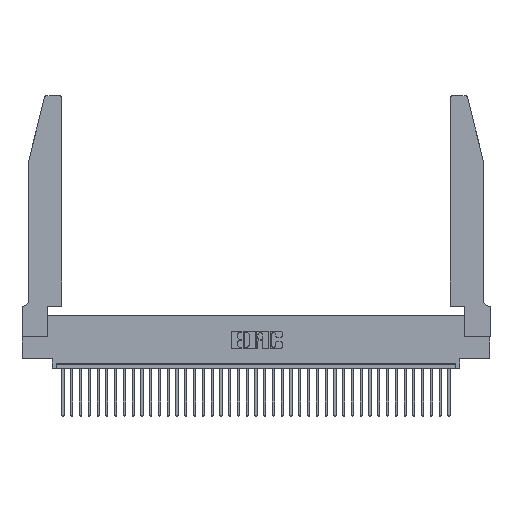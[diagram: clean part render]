
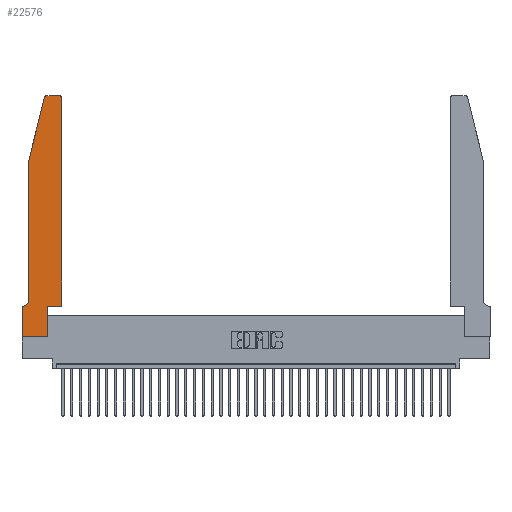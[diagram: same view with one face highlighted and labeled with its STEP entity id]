
A CAD part, top view. The second image highlights one B-rep face of the part: STEP entity #22576.
In plain terms, the highlighted planar face has unit normal (0, 0, 1).
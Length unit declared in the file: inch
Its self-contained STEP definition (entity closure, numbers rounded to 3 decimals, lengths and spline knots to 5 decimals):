
#386 = AXIS2_PLACEMENT_3D ( 'NONE', #8840, #35574, #12167 ) ;
#872 = CARTESIAN_POINT ( 'NONE',  ( 0.284, 2.75, 0.37 ) ) ;
#1177 = ORIENTED_EDGE ( 'NONE', *, *, #2238, .T. ) ;
#1207 = CARTESIAN_POINT ( 'NONE',  ( 0., 0., 0.37 ) ) ;
#1258 = VECTOR ( 'NONE', #29172, 39.37008 ) ;
#1329 = CARTESIAN_POINT ( 'NONE',  ( 0.4205, 2.75, 0.37 ) ) ;
#2238 = EDGE_CURVE ( 'NONE', #25866, #11660, #11449, .T. ) ;
#2288 = VERTEX_POINT ( 'NONE', #12693 ) ;
#2762 = AXIS2_PLACEMENT_3D ( 'NONE', #25356, #22166, #22446 ) ;
#3460 = LINE ( 'NONE', #32393, #24279 ) ;
#3538 = LINE ( 'NONE', #35414, #31841 ) ;
#3977 = ORIENTED_EDGE ( 'NONE', *, *, #24286, .T. ) ;
#4338 = DIRECTION ( 'NONE',  ( -1., 0., 0. ) ) ;
#4424 = CARTESIAN_POINT ( 'NONE',  ( 0.4205, 2.72, 0.37 ) ) ;
#4890 = CARTESIAN_POINT ( 'NONE',  ( 0.0055, 0.35, 0.37 ) ) ;
#5773 = LINE ( 'NONE', #31122, #20622 ) ;
#6922 = ORIENTED_EDGE ( 'NONE', *, *, #22660, .T. ) ;
#7043 = CARTESIAN_POINT ( 'NONE',  ( 0.4505, 2.72, 0.37 ) ) ;
#7144 = ORIENTED_EDGE ( 'NONE', *, *, #10553, .T. ) ;
#7270 = VECTOR ( 'NONE', #14605, 39.37008 ) ;
#7468 = ORIENTED_EDGE ( 'NONE', *, *, #29273, .T. ) ;
#7953 = CARTESIAN_POINT ( 'NONE',  ( 0.0755, 2., 0.37 ) ) ;
#8377 = VERTEX_POINT ( 'NONE', #4890 ) ;
#8840 = CARTESIAN_POINT ( 'NONE',  ( 0.284, 2.72, 0.37 ) ) ;
#9126 = LINE ( 'NONE', #26204, #1258 ) ;
#9230 = VERTEX_POINT ( 'NONE', #27007 ) ;
#9270 = CARTESIAN_POINT ( 'NONE',  ( 0.4505, 0.35, 0.37 ) ) ;
#9567 = ORIENTED_EDGE ( 'NONE', *, *, #28696, .T. ) ;
#9889 = DIRECTION ( 'NONE',  ( 0., -1., 0. ) ) ;
#10553 = EDGE_CURVE ( 'NONE', #18534, #18390, #24007, .T. ) ;
#11127 = VECTOR ( 'NONE', #21472, 39.37008 ) ;
#11271 = ORIENTED_EDGE ( 'NONE', *, *, #36050, .T. ) ;
#11449 = CIRCLE ( 'NONE', #15482, 0.03 ) ;
#11582 = VERTEX_POINT ( 'NONE', #36837 ) ;
#11660 = VERTEX_POINT ( 'NONE', #1329 ) ;
#12167 = DIRECTION ( 'NONE',  ( 1., 0., 0. ) ) ;
#12693 = CARTESIAN_POINT ( 'NONE',  ( 0.0755, 2., 0.37 ) ) ;
#13641 = LINE ( 'NONE', #14081, #25177 ) ;
#14081 = CARTESIAN_POINT ( 'NONE',  ( 0.2865, 0.35, 0.37 ) ) ;
#14605 = DIRECTION ( 'NONE',  ( 1., 0., 0. ) ) ;
#15473 = CIRCLE ( 'NONE', #20986, 0.07 ) ;
#15482 = AXIS2_PLACEMENT_3D ( 'NONE', #4424, #25096, #15944 ) ;
#15944 = DIRECTION ( 'NONE',  ( 1., 0., 0. ) ) ;
#16484 = PLANE ( 'NONE',  #2762 ) ;
#17785 = DIRECTION ( 'NONE',  ( 0., 1., 0. ) ) ;
#17849 = VERTEX_POINT ( 'NONE', #31964 ) ;
#18352 = CIRCLE ( 'NONE', #386, 0.03 ) ;
#18390 = VERTEX_POINT ( 'NONE', #27086 ) ;
#18534 = VERTEX_POINT ( 'NONE', #1207 ) ;
#20076 = DIRECTION ( 'NONE',  ( 1., 0., 0. ) ) ;
#20374 = ORIENTED_EDGE ( 'NONE', *, *, #31251, .T. ) ;
#20476 = VERTEX_POINT ( 'NONE', #872 ) ;
#20622 = VECTOR ( 'NONE', #22360, 39.37008 ) ;
#20873 = FACE_OUTER_BOUND ( 'NONE', #22873, .T. ) ;
#20986 = AXIS2_PLACEMENT_3D ( 'NONE', #27858, #22072, #4338 ) ;
#21256 = LINE ( 'NONE', #36201, #11127 ) ;
#21472 = DIRECTION ( 'NONE',  ( 0., 1., 0. ) ) ;
#22072 = DIRECTION ( 'NONE',  ( 0., 0., -1. ) ) ;
#22166 = DIRECTION ( 'NONE',  ( 0., 0., 1. ) ) ;
#22360 = DIRECTION ( 'NONE',  ( -1., 0., 0. ) ) ;
#22446 = DIRECTION ( 'NONE',  ( 1., 0., 0. ) ) ;
#22576 = ADVANCED_FACE ( 'NONE', ( #20873 ), #16484, .T. ) ;
#22660 = EDGE_CURVE ( 'NONE', #22912, #2288, #35174, .T. ) ;
#22873 = EDGE_LOOP ( 'NONE', ( #23040, #7468, #6922, #9567, #36003, #31071, #3977, #7144, #20374, #27015, #11271, #1177 ) ) ;
#22912 = VERTEX_POINT ( 'NONE', #35767 ) ;
#22959 = DIRECTION ( 'NONE',  ( -0.239, -0.971, 0. ) ) ;
#23040 = ORIENTED_EDGE ( 'NONE', *, *, #31040, .T. ) ;
#24007 = LINE ( 'NONE', #31793, #30480 ) ;
#24279 = VECTOR ( 'NONE', #29510, 39.37008 ) ;
#24286 = EDGE_CURVE ( 'NONE', #11582, #18534, #9126, .T. ) ;
#24347 = LINE ( 'NONE', #9270, #7270 ) ;
#24457 = EDGE_CURVE ( 'NONE', #37458, #9230, #24347, .T. ) ;
#25096 = DIRECTION ( 'NONE',  ( 0., 0., 1. ) ) ;
#25177 = VECTOR ( 'NONE', #17785, 39.37008 ) ;
#25356 = CARTESIAN_POINT ( 'NONE',  ( 0., 0.35, 0.37 ) ) ;
#25435 = EDGE_CURVE ( 'NONE', #8377, #11582, #3460, .T. ) ;
#25866 = VERTEX_POINT ( 'NONE', #7043 ) ;
#25906 = EDGE_CURVE ( 'NONE', #17849, #8377, #15473, .T. ) ;
#26204 = CARTESIAN_POINT ( 'NONE',  ( 0., 0., 0.37 ) ) ;
#27007 = CARTESIAN_POINT ( 'NONE',  ( 0.4505, 0.35, 0.37 ) ) ;
#27015 = ORIENTED_EDGE ( 'NONE', *, *, #24457, .T. ) ;
#27086 = CARTESIAN_POINT ( 'NONE',  ( 0.2865, 0., 0.37 ) ) ;
#27232 = CARTESIAN_POINT ( 'NONE',  ( 0.2865, 0.35, 0.37 ) ) ;
#27858 = CARTESIAN_POINT ( 'NONE',  ( 0.0055, 0.42, 0.37 ) ) ;
#28696 = EDGE_CURVE ( 'NONE', #2288, #17849, #3538, .T. ) ;
#29172 = DIRECTION ( 'NONE',  ( 0., -1., 0. ) ) ;
#29273 = EDGE_CURVE ( 'NONE', #20476, #22912, #18352, .T. ) ;
#29510 = DIRECTION ( 'NONE',  ( -1., 0., 0. ) ) ;
#30037 = VECTOR ( 'NONE', #22959, 39.37008 ) ;
#30480 = VECTOR ( 'NONE', #20076, 39.37008 ) ;
#31040 = EDGE_CURVE ( 'NONE', #11660, #20476, #5773, .T. ) ;
#31071 = ORIENTED_EDGE ( 'NONE', *, *, #25435, .T. ) ;
#31122 = CARTESIAN_POINT ( 'NONE',  ( 0.2605, 2.75, 0.37 ) ) ;
#31251 = EDGE_CURVE ( 'NONE', #18390, #37458, #13641, .T. ) ;
#31793 = CARTESIAN_POINT ( 'NONE',  ( 0., 0., 0.37 ) ) ;
#31841 = VECTOR ( 'NONE', #9889, 39.37008 ) ;
#31964 = CARTESIAN_POINT ( 'NONE',  ( 0.0755, 0.42, 0.37 ) ) ;
#32393 = CARTESIAN_POINT ( 'NONE',  ( 0.0755, 0.35, 0.37 ) ) ;
#35174 = LINE ( 'NONE', #7953, #30037 ) ;
#35414 = CARTESIAN_POINT ( 'NONE',  ( 0.0755, 2., 0.37 ) ) ;
#35574 = DIRECTION ( 'NONE',  ( 0., 0., 1. ) ) ;
#35767 = CARTESIAN_POINT ( 'NONE',  ( 0.25487, 2.72718, 0.37 ) ) ;
#36003 = ORIENTED_EDGE ( 'NONE', *, *, #25906, .T. ) ;
#36050 = EDGE_CURVE ( 'NONE', #9230, #25866, #21256, .T. ) ;
#36201 = CARTESIAN_POINT ( 'NONE',  ( 0.4505, 0.35, 0.37 ) ) ;
#36837 = CARTESIAN_POINT ( 'NONE',  ( 0., 0.35, 0.37 ) ) ;
#37458 = VERTEX_POINT ( 'NONE', #27232 ) ;
